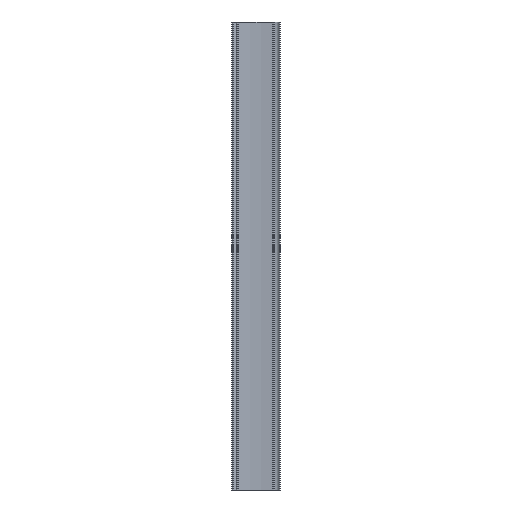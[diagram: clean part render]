
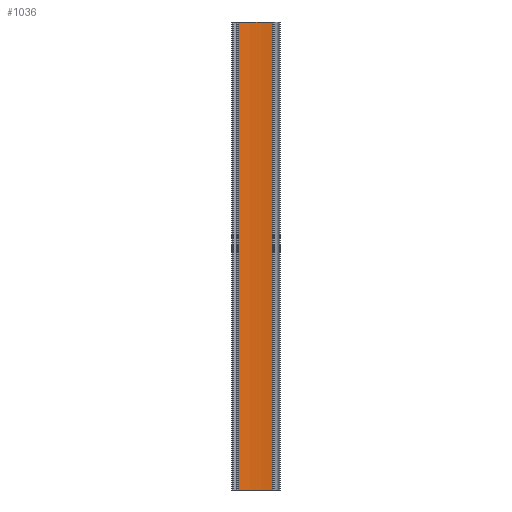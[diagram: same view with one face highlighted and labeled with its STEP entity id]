
A CAD part, front view. The second image highlights one B-rep face of the part: STEP entity #1036.
In plain terms, the highlighted cylindrical face has radius 149.3 mm (diameter 298.6 mm), a partial arc.
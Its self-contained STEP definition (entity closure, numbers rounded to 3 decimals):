
#96=LINE('',#1681,#192);
#97=LINE('',#1687,#193);
#192=VECTOR('',#1356,1000.);
#193=VECTOR('',#1363,1000.);
#344=ORIENTED_EDGE('',*,*,#631,.T.);
#345=ORIENTED_EDGE('',*,*,#630,.F.);
#346=ORIENTED_EDGE('',*,*,#632,.F.);
#347=ORIENTED_EDGE('',*,*,#633,.T.);
#630=EDGE_CURVE('',#761,#760,#96,.T.);
#631=EDGE_CURVE('',#762,#760,#842,.T.);
#632=EDGE_CURVE('',#763,#761,#843,.T.);
#633=EDGE_CURVE('',#763,#762,#97,.T.);
#760=VERTEX_POINT('',#1678);
#761=VERTEX_POINT('',#1680);
#762=VERTEX_POINT('',#1684);
#763=VERTEX_POINT('',#1686);
#842=CIRCLE('',#1136,149.3);
#843=CIRCLE('',#1137,149.3);
#898=EDGE_LOOP('',(#344,#345,#346,#347));
#952=FACE_BOUND('',#898,.T.);
#995=CYLINDRICAL_SURFACE('',#1135,149.3);
#1036=ADVANCED_FACE('',(#952),#995,.F.);
#1135=AXIS2_PLACEMENT_3D('',#1682,#1357,#1358);
#1136=AXIS2_PLACEMENT_3D('',#1683,#1359,#1360);
#1137=AXIS2_PLACEMENT_3D('',#1685,#1361,#1362);
#1356=DIRECTION('',(0.,0.,1.));
#1357=DIRECTION('',(0.,0.,1.));
#1358=DIRECTION('',(1.,0.,0.));
#1359=DIRECTION('',(0.,0.,1.));
#1360=DIRECTION('',(1.,0.,0.));
#1361=DIRECTION('',(0.,0.,1.));
#1362=DIRECTION('',(1.,0.,0.));
#1363=DIRECTION('',(0.,0.,1.));
#1678=CARTESIAN_POINT('',(-18.562,10.942,0.));
#1680=CARTESIAN_POINT('',(-18.562,10.942,-500.));
#1681=CARTESIAN_POINT('',(-18.562,10.942,-500.));
#1682=CARTESIAN_POINT('',(0.,-137.2,-500.));
#1683=CARTESIAN_POINT('',(0.,-137.2,0.));
#1684=CARTESIAN_POINT('',(18.562,10.942,0.));
#1685=CARTESIAN_POINT('',(0.,-137.2,-500.));
#1686=CARTESIAN_POINT('',(18.562,10.942,-500.));
#1687=CARTESIAN_POINT('',(18.562,10.942,-500.));
